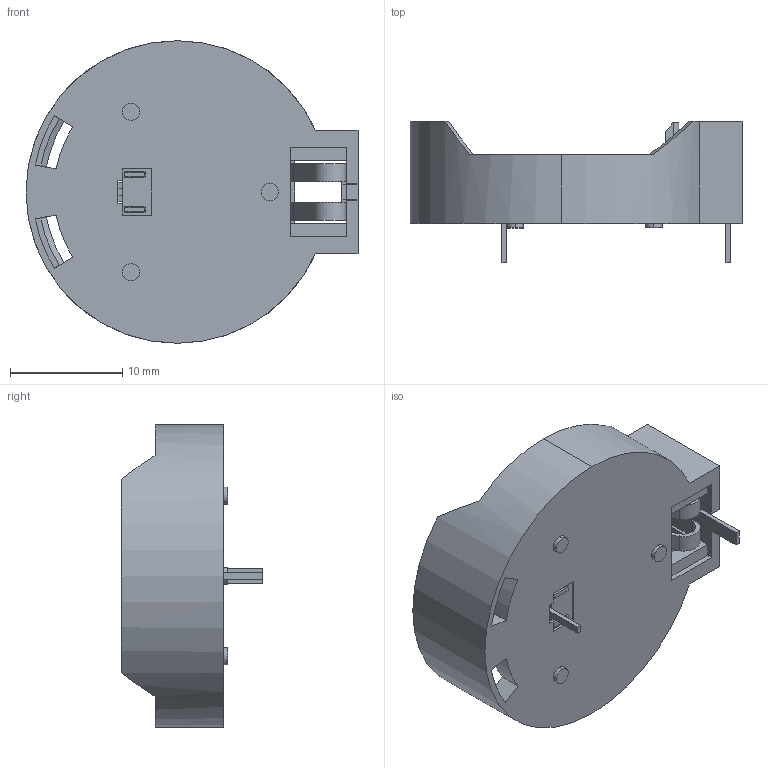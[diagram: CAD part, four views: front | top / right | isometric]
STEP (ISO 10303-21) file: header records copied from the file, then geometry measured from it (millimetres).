
FILE_DESCRIPTION (( 'STEP AP214' ), '1' );
FILE_NAME ('BS-2450.STEP', '2020-05-11T19:21:46', ( '' ), ( '' ), 'SwSTEP 2.0', 'SolidWorks 2017', '' );
FILE_SCHEMA (( 'AUTOMOTIVE_DESIGN' ));
Length unit declared in the file: millimetre
Products named in the file (1): BS-2450
Bounding box: 29.63 x 12.6 x 27 mm (x, y, z)
Volume: 1475.5 mm3; surface area: 2796.3 mm2
Topology: 3 solids, 3 shells, 248 faces, 636 edges, 394 vertices
Faces by surface type: plane 195, cylinder 51, cone 2
Entity records: 7452 total; most frequent: CARTESIAN_POINT 1327, ORIENTED_EDGE 1272, DIRECTION 1238, EDGE_CURVE 636, VECTOR 500, LINE 500, VERTEX_POINT 394, AXIS2_PLACEMENT_3D 369
